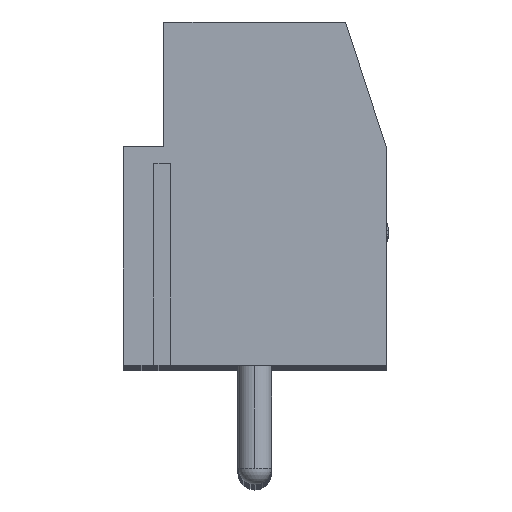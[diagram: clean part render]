
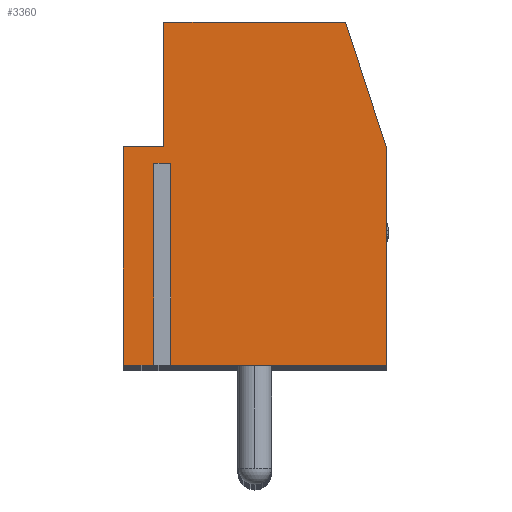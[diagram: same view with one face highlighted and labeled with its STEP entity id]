
A CAD part, top view. The second image highlights one B-rep face of the part: STEP entity #3360.
In plain terms, the highlighted planar face has unit normal (0, 0, 1).
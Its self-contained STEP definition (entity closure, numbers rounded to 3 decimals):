
#64 = LINE ( 'NONE', #566, #3710 ) ;
#126 = EDGE_CURVE ( 'NONE', #1415, #2357, #1703, .T. ) ;
#141 = DIRECTION ( 'NONE',  ( 0., -1., 0. ) ) ;
#185 = VERTEX_POINT ( 'NONE', #5175 ) ;
#226 = VECTOR ( 'NONE', #3570, 1000. ) ;
#294 = VERTEX_POINT ( 'NONE', #3988 ) ;
#322 = DIRECTION ( 'NONE',  ( -0.309, 0.951, 0. ) ) ;
#428 = ORIENTED_EDGE ( 'NONE', *, *, #4976, .T. ) ;
#526 = EDGE_CURVE ( 'NONE', #575, #294, #64, .T. ) ;
#540 = DIRECTION ( 'NONE',  ( 1., 0., 0. ) ) ;
#546 = CARTESIAN_POINT ( 'NONE',  ( -3.9, 1.4, 0. ) ) ;
#566 = CARTESIAN_POINT ( 'NONE',  ( 0., 5.1, 0. ) ) ;
#575 = VERTEX_POINT ( 'NONE', #842 ) ;
#682 = VERTEX_POINT ( 'NONE', #5910 ) ;
#751 = VECTOR ( 'NONE', #6033, 1000. ) ;
#842 = CARTESIAN_POINT ( 'NONE',  ( -2.7, 5.1, 0. ) ) ;
#988 = CARTESIAN_POINT ( 'NONE',  ( -2.7, 1.4, 0. ) ) ;
#990 = EDGE_LOOP ( 'NONE', ( #5220, #1038, #1109, #5282, #428, #3192, #3853, #4236, #4929, #1699, #3933 ) ) ;
#1001 = LINE ( 'NONE', #1128, #3687 ) ;
#1038 = ORIENTED_EDGE ( 'NONE', *, *, #1220, .T. ) ;
#1060 = CARTESIAN_POINT ( 'NONE',  ( 0., -5.1, 0. ) ) ;
#1109 = ORIENTED_EDGE ( 'NONE', *, *, #4277, .F. ) ;
#1128 = CARTESIAN_POINT ( 'NONE',  ( 0., -5.1, 0. ) ) ;
#1143 = CARTESIAN_POINT ( 'NONE',  ( -2.89, 0.9, 0. ) ) ;
#1187 = VECTOR ( 'NONE', #3455, 1000. ) ;
#1219 = DIRECTION ( 'NONE',  ( 1., 0., 0. ) ) ;
#1220 = EDGE_CURVE ( 'NONE', #2348, #2262, #5759, .T. ) ;
#1227 = EDGE_CURVE ( 'NONE', #575, #1355, #3294, .T. ) ;
#1355 = VERTEX_POINT ( 'NONE', #988 ) ;
#1406 = DIRECTION ( 'NONE',  ( 0., 1., 0. ) ) ;
#1415 = VERTEX_POINT ( 'NONE', #546 ) ;
#1538 = DIRECTION ( 'NONE',  ( 1., 0., 0. ) ) ;
#1565 = EDGE_CURVE ( 'NONE', #1355, #1415, #2601, .T. ) ;
#1699 = ORIENTED_EDGE ( 'NONE', *, *, #1565, .T. ) ;
#1703 = LINE ( 'NONE', #1711, #3121 ) ;
#1711 = CARTESIAN_POINT ( 'NONE',  ( -3.9, 0., 0. ) ) ;
#1853 = VECTOR ( 'NONE', #4207, 1000. ) ;
#2119 = LINE ( 'NONE', #1060, #4358 ) ;
#2262 = VERTEX_POINT ( 'NONE', #1143 ) ;
#2348 = VERTEX_POINT ( 'NONE', #3195 ) ;
#2357 = VERTEX_POINT ( 'NONE', #5997 ) ;
#2410 = EDGE_CURVE ( 'NONE', #682, #4241, #3129, .T. ) ;
#2542 = DIRECTION ( 'NONE',  ( 1., 0., 0. ) ) ;
#2576 = LINE ( 'NONE', #4408, #1187 ) ;
#2601 = LINE ( 'NONE', #5394, #226 ) ;
#2774 = LINE ( 'NONE', #4706, #4054 ) ;
#3093 = PLANE ( 'NONE',  #4378 ) ;
#3121 = VECTOR ( 'NONE', #141, 1000. ) ;
#3129 = LINE ( 'NONE', #6036, #1853 ) ;
#3191 = VECTOR ( 'NONE', #322, 1000. ) ;
#3192 = ORIENTED_EDGE ( 'NONE', *, *, #2410, .F. ) ;
#3195 = CARTESIAN_POINT ( 'NONE',  ( -2.89, -5.1, 0. ) ) ;
#3294 = LINE ( 'NONE', #5989, #751 ) ;
#3337 = LINE ( 'NONE', #4580, #3191 ) ;
#3360 = ADVANCED_FACE ( 'NONE', ( #4995 ), #3093, .T. ) ;
#3455 = DIRECTION ( 'NONE',  ( -1., 0., 0. ) ) ;
#3497 = EDGE_CURVE ( 'NONE', #682, #294, #3337, .T. ) ;
#3570 = DIRECTION ( 'NONE',  ( -1., 0., 0. ) ) ;
#3574 = CARTESIAN_POINT ( 'NONE',  ( 0., 0., 0. ) ) ;
#3687 = VECTOR ( 'NONE', #2542, 1000. ) ;
#3710 = VECTOR ( 'NONE', #540, 1000. ) ;
#3853 = ORIENTED_EDGE ( 'NONE', *, *, #3497, .T. ) ;
#3874 = VERTEX_POINT ( 'NONE', #4533 ) ;
#3933 = ORIENTED_EDGE ( 'NONE', *, *, #126, .T. ) ;
#3988 = CARTESIAN_POINT ( 'NONE',  ( 2.7, 5.1, 0. ) ) ;
#4053 = DIRECTION ( 'NONE',  ( 0., 0., 1. ) ) ;
#4054 = VECTOR ( 'NONE', #1406, 1000. ) ;
#4207 = DIRECTION ( 'NONE',  ( 0., -1., 0. ) ) ;
#4236 = ORIENTED_EDGE ( 'NONE', *, *, #526, .F. ) ;
#4241 = VERTEX_POINT ( 'NONE', #5745 ) ;
#4277 = EDGE_CURVE ( 'NONE', #3874, #2262, #2576, .T. ) ;
#4358 = VECTOR ( 'NONE', #1538, 1000. ) ;
#4378 = AXIS2_PLACEMENT_3D ( 'NONE', #3574, #4053, #1219 ) ;
#4408 = CARTESIAN_POINT ( 'NONE',  ( -3., 0.9, 0. ) ) ;
#4533 = CARTESIAN_POINT ( 'NONE',  ( -2.61, 0.9, 0. ) ) ;
#4580 = CARTESIAN_POINT ( 'NONE',  ( 3.94, 1.278, 0. ) ) ;
#4677 = VECTOR ( 'NONE', #5952, 1000. ) ;
#4706 = CARTESIAN_POINT ( 'NONE',  ( -2.61, -9.1, 0. ) ) ;
#4929 = ORIENTED_EDGE ( 'NONE', *, *, #1227, .T. ) ;
#4976 = EDGE_CURVE ( 'NONE', #185, #4241, #2119, .T. ) ;
#4995 = FACE_OUTER_BOUND ( 'NONE', #990, .T. ) ;
#5175 = CARTESIAN_POINT ( 'NONE',  ( -2.61, -5.1, 0. ) ) ;
#5220 = ORIENTED_EDGE ( 'NONE', *, *, #5492, .T. ) ;
#5282 = ORIENTED_EDGE ( 'NONE', *, *, #6065, .F. ) ;
#5334 = CARTESIAN_POINT ( 'NONE',  ( -2.89, -9.1, 0. ) ) ;
#5394 = CARTESIAN_POINT ( 'NONE',  ( 0., 1.4, 0. ) ) ;
#5492 = EDGE_CURVE ( 'NONE', #2357, #2348, #1001, .T. ) ;
#5745 = CARTESIAN_POINT ( 'NONE',  ( 3.9, -5.1, 0. ) ) ;
#5759 = LINE ( 'NONE', #5334, #4677 ) ;
#5910 = CARTESIAN_POINT ( 'NONE',  ( 3.9, 1.4, 0. ) ) ;
#5952 = DIRECTION ( 'NONE',  ( 0., 1., 0. ) ) ;
#5989 = CARTESIAN_POINT ( 'NONE',  ( -2.7, 0., 0. ) ) ;
#5997 = CARTESIAN_POINT ( 'NONE',  ( -3.9, -5.1, 0. ) ) ;
#6033 = DIRECTION ( 'NONE',  ( 0., -1., 0. ) ) ;
#6036 = CARTESIAN_POINT ( 'NONE',  ( 3.9, 0., 0. ) ) ;
#6065 = EDGE_CURVE ( 'NONE', #185, #3874, #2774, .T. ) ;
